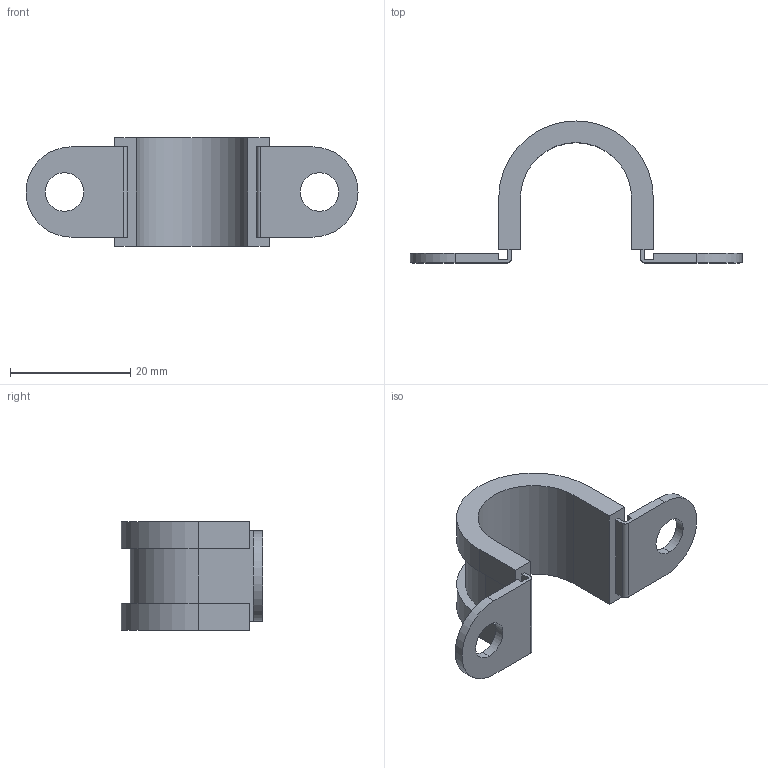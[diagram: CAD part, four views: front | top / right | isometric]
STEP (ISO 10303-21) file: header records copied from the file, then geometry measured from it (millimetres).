
FILE_DESCRIPTION (( 'STEP AP203' ), '1' );
FILE_NAME ('3D-R394_20_173761280.STEP', '2024-08-29T21:11:34', ( '' ), ( '' ), 'SwSTEP 2.0', 'SolidWorks 2024', '' );
FILE_SCHEMA (( 'CONFIG_CONTROL_DESIGN' ));
Length unit declared in the file: millimetre
Products named in the file (1): 3D-R394_20_173761280
Bounding box: 55.2 x 23.6 x 18 mm (x, y, z)
Volume: 3201.9 mm3; surface area: 3541.6 mm2
Topology: 1 solids, 1 shells, 42 faces, 120 edges, 80 vertices
Faces by surface type: plane 28, cylinder 14
Entity records: 1457 total; most frequent: CARTESIAN_POINT 243, ORIENTED_EDGE 240, DIRECTION 234, EDGE_CURVE 120, LINE 92, VECTOR 92, VERTEX_POINT 80, AXIS2_PLACEMENT_3D 71
